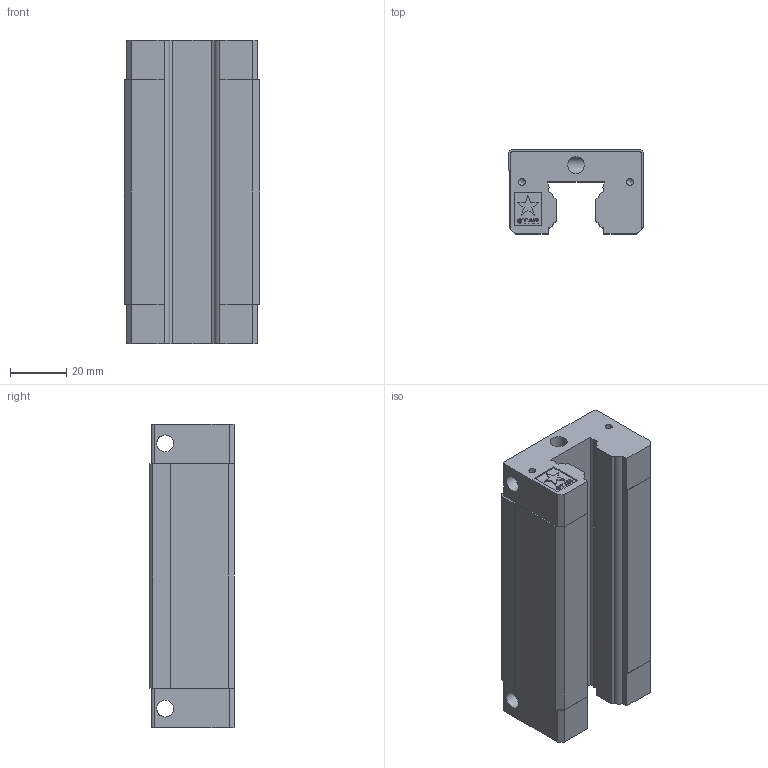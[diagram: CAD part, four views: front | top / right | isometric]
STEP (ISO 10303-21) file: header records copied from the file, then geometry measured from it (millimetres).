
FILE_DESCRIPTION (( 'STEP AP214' ), '1' );
FILE_NAME ('Rexroth-Runner-Block-R162321420.step', '2020-07-02T08:39:35', ( '' ), ( '' ), 'SwSTEP 2.0', 'SolidWorks 2010', '' );
FILE_SCHEMA (( 'AUTOMOTIVE_DESIGN' ));
Length unit declared in the file: millimetre
Products named in the file (1): Rexroth-Runner-Block-R162321420
Bounding box: 48 x 29.9 x 107.3 mm (x, y, z)
Volume: 114490 mm3; surface area: 25783.8 mm2
Topology: 1 solids, 1 shells, 314 faces, 896 edges, 598 vertices
Faces by surface type: plane 286, cylinder 20, cone 8
Full cylindrical faces by diameter (mm): 2.4 x4, 4.8 x4, 6 x4
Entity records: 9814 total; most frequent: CARTESIAN_POINT 1759, ORIENTED_EDGE 1708, DIRECTION 1518, EDGE_CURVE 854, VECTOR 812, LINE 812, VERTEX_POINT 578, EDGE_LOOP 358
